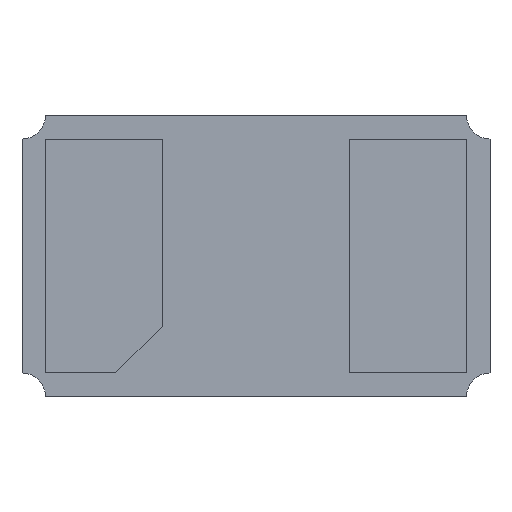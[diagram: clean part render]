
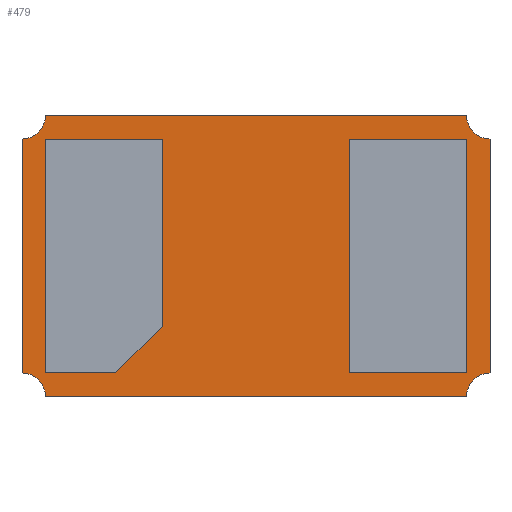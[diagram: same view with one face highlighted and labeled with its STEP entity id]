
A CAD part, front view. The second image highlights one B-rep face of the part: STEP entity #479.
In plain terms, the highlighted planar face has unit normal (0, -1, 0).
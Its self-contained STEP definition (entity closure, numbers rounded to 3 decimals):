
#5 = EDGE_CURVE ( 'NONE', #146, #441, #370, .T. ) ;
#6 = FACE_BOUND ( 'NONE', #388, .T. ) ;
#17 = LINE ( 'NONE', #483, #692 ) ;
#21 = DIRECTION ( 'NONE',  ( 0., 1., 0. ) ) ;
#46 = CARTESIAN_POINT ( 'NONE',  ( 0.4, 0., 0.5 ) ) ;
#52 = LINE ( 'NONE', #46, #67 ) ;
#54 = VERTEX_POINT ( 'NONE', #245 ) ;
#67 = VECTOR ( 'NONE', #570, 1000. ) ;
#74 = EDGE_LOOP ( 'NONE', ( #801, #336, #128, #775 ) ) ;
#93 = EDGE_CURVE ( 'NONE', #290, #878, #630, .T. ) ;
#96 = LINE ( 'NONE', #846, #730 ) ;
#100 = ORIENTED_EDGE ( 'NONE', *, *, #355, .F. ) ;
#107 = DIRECTION ( 'NONE',  ( 0.707, 0., 0.707 ) ) ;
#125 = VECTOR ( 'NONE', #491, 1000. ) ;
#128 = ORIENTED_EDGE ( 'NONE', *, *, #683, .F. ) ;
#142 = DIRECTION ( 'NONE',  ( -1., 0., 0. ) ) ;
#146 = VERTEX_POINT ( 'NONE', #495 ) ;
#152 = VECTOR ( 'NONE', #231, 1000. ) ;
#163 = ORIENTED_EDGE ( 'NONE', *, *, #1054, .F. ) ;
#168 = EDGE_CURVE ( 'NONE', #1198, #1165, #357, .T. ) ;
#196 = DIRECTION ( 'NONE',  ( 0., 0., -1. ) ) ;
#208 = CARTESIAN_POINT ( 'NONE',  ( -0.4, 0., 0.5 ) ) ;
#215 = VERTEX_POINT ( 'NONE', #821 ) ;
#219 = EDGE_CURVE ( 'NONE', #1196, #54, #817, .T. ) ;
#231 = DIRECTION ( 'NONE',  ( -1., 0., 0. ) ) ;
#232 = CARTESIAN_POINT ( 'NONE',  ( 1., 0., 0.6 ) ) ;
#235 = LINE ( 'NONE', #808, #125 ) ;
#241 = CARTESIAN_POINT ( 'NONE',  ( -1., 0., -0.5 ) ) ;
#245 = CARTESIAN_POINT ( 'NONE',  ( -0.6, 0., -0.5 ) ) ;
#249 = LINE ( 'NONE', #724, #1314 ) ;
#259 = PLANE ( 'NONE',  #625 ) ;
#290 = VERTEX_POINT ( 'NONE', #320 ) ;
#298 = EDGE_CURVE ( 'NONE', #1165, #1257, #1194, .T. ) ;
#304 = CARTESIAN_POINT ( 'NONE',  ( 0.4, 0., -0.5 ) ) ;
#306 = EDGE_CURVE ( 'NONE', #441, #457, #1281, .T. ) ;
#320 = CARTESIAN_POINT ( 'NONE',  ( 0.9, 0., -0.5 ) ) ;
#334 = ORIENTED_EDGE ( 'NONE', *, *, #425, .F. ) ;
#336 = ORIENTED_EDGE ( 'NONE', *, *, #468, .F. ) ;
#342 = CARTESIAN_POINT ( 'NONE',  ( 0.9, 0., -0.5 ) ) ;
#349 = ORIENTED_EDGE ( 'NONE', *, *, #298, .F. ) ;
#351 = CARTESIAN_POINT ( 'NONE',  ( -0.9, 0., -0.6 ) ) ;
#355 = EDGE_CURVE ( 'NONE', #457, #424, #1025, .T. ) ;
#357 = CIRCLE ( 'NONE', #937, 0.1 ) ;
#370 = CIRCLE ( 'NONE', #546, 0.1 ) ;
#388 = EDGE_LOOP ( 'NONE', ( #1247, #529, #654, #163, #880 ) ) ;
#390 = ORIENTED_EDGE ( 'NONE', *, *, #168, .F. ) ;
#393 = DIRECTION ( 'NONE',  ( 0., 0., 1. ) ) ;
#398 = CARTESIAN_POINT ( 'NONE',  ( -0.9, 0., -0.5 ) ) ;
#403 = CARTESIAN_POINT ( 'NONE',  ( -1., 0., 0.6 ) ) ;
#417 = CARTESIAN_POINT ( 'NONE',  ( 1., 0., -0.6 ) ) ;
#419 = DIRECTION ( 'NONE',  ( 0., 0., -1. ) ) ;
#420 = CARTESIAN_POINT ( 'NONE',  ( -0.4, 0., 0.5 ) ) ;
#424 = VERTEX_POINT ( 'NONE', #241 ) ;
#425 = EDGE_CURVE ( 'NONE', #1212, #146, #96, .T. ) ;
#441 = VERTEX_POINT ( 'NONE', #572 ) ;
#445 = CARTESIAN_POINT ( 'NONE',  ( 0.4, 0., -0.5 ) ) ;
#450 = CIRCLE ( 'NONE', #677, 0.1 ) ;
#451 = CARTESIAN_POINT ( 'NONE',  ( 0., 0., 0. ) ) ;
#457 = VERTEX_POINT ( 'NONE', #351 ) ;
#464 = CARTESIAN_POINT ( 'NONE',  ( 0.9, 0., 0.5 ) ) ;
#468 = EDGE_CURVE ( 'NONE', #215, #755, #875, .T. ) ;
#479 = ADVANCED_FACE ( 'NONE', ( #6, #929, #1058 ), #259, .F. ) ;
#483 = CARTESIAN_POINT ( 'NONE',  ( -0.4, 0., -0.3 ) ) ;
#486 = VECTOR ( 'NONE', #837, 1000. ) ;
#491 = DIRECTION ( 'NONE',  ( 0., 0., 1. ) ) ;
#495 = CARTESIAN_POINT ( 'NONE',  ( 1., 0., -0.5 ) ) ;
#507 = DIRECTION ( 'NONE',  ( 1., 0., 0. ) ) ;
#524 = VECTOR ( 'NONE', #1187, 1000. ) ;
#527 = DIRECTION ( 'NONE',  ( 0., 0., -1. ) ) ;
#528 = CARTESIAN_POINT ( 'NONE',  ( -0.4, 0., -0.3 ) ) ;
#529 = ORIENTED_EDGE ( 'NONE', *, *, #709, .F. ) ;
#538 = CARTESIAN_POINT ( 'NONE',  ( 1., 0., -0.6 ) ) ;
#546 = AXIS2_PLACEMENT_3D ( 'NONE', #417, #1157, #642 ) ;
#547 = DIRECTION ( 'NONE',  ( 1., 0., 0. ) ) ;
#568 = DIRECTION ( 'NONE',  ( 0., 0., 1. ) ) ;
#570 = DIRECTION ( 'NONE',  ( -1., 0., 0. ) ) ;
#572 = CARTESIAN_POINT ( 'NONE',  ( 0.9, 0., -0.6 ) ) ;
#592 = LINE ( 'NONE', #1148, #486 ) ;
#606 = CARTESIAN_POINT ( 'NONE',  ( -0.4, 0., -0.3 ) ) ;
#610 = LINE ( 'NONE', #528, #743 ) ;
#625 = AXIS2_PLACEMENT_3D ( 'NONE', #451, #1188, #568 ) ;
#626 = CARTESIAN_POINT ( 'NONE',  ( -0.9, 0., 0.6 ) ) ;
#629 = LINE ( 'NONE', #420, #152 ) ;
#630 = LINE ( 'NONE', #342, #524 ) ;
#639 = CARTESIAN_POINT ( 'NONE',  ( 1., 0., 0.6 ) ) ;
#642 = DIRECTION ( 'NONE',  ( 0., 0., -1. ) ) ;
#645 = CARTESIAN_POINT ( 'NONE',  ( 0.9, 0., 0.6 ) ) ;
#649 = VECTOR ( 'NONE', #142, 1000. ) ;
#651 = EDGE_CURVE ( 'NONE', #424, #1198, #235, .T. ) ;
#654 = ORIENTED_EDGE ( 'NONE', *, *, #1217, .F. ) ;
#672 = VERTEX_POINT ( 'NONE', #606 ) ;
#675 = DIRECTION ( 'NONE',  ( 0., 0., -1. ) ) ;
#677 = AXIS2_PLACEMENT_3D ( 'NONE', #639, #21, #746 ) ;
#683 = EDGE_CURVE ( 'NONE', #878, #215, #52, .T. ) ;
#692 = VECTOR ( 'NONE', #393, 1000. ) ;
#709 = EDGE_CURVE ( 'NONE', #1284, #1196, #249, .T. ) ;
#720 = ORIENTED_EDGE ( 'NONE', *, *, #651, .F. ) ;
#721 = VERTEX_POINT ( 'NONE', #208 ) ;
#724 = CARTESIAN_POINT ( 'NONE',  ( -0.9, 0., -0.5 ) ) ;
#730 = VECTOR ( 'NONE', #1055, 1000. ) ;
#734 = CARTESIAN_POINT ( 'NONE',  ( -1., 0., 0.5 ) ) ;
#740 = AXIS2_PLACEMENT_3D ( 'NONE', #764, #958, #419 ) ;
#743 = VECTOR ( 'NONE', #107, 1000. ) ;
#746 = DIRECTION ( 'NONE',  ( 0., 0., 1. ) ) ;
#747 = VECTOR ( 'NONE', #675, 1000. ) ;
#755 = VERTEX_POINT ( 'NONE', #304 ) ;
#764 = CARTESIAN_POINT ( 'NONE',  ( -1., 0., -0.6 ) ) ;
#775 = ORIENTED_EDGE ( 'NONE', *, *, #93, .F. ) ;
#788 = EDGE_CURVE ( 'NONE', #755, #290, #592, .T. ) ;
#801 = ORIENTED_EDGE ( 'NONE', *, *, #788, .F. ) ;
#808 = CARTESIAN_POINT ( 'NONE',  ( -1., 0., 0.6 ) ) ;
#817 = LINE ( 'NONE', #1239, #1301 ) ;
#821 = CARTESIAN_POINT ( 'NONE',  ( 0.4, 0., 0.5 ) ) ;
#832 = EDGE_LOOP ( 'NONE', ( #720, #100, #975, #1018, #334, #1078, #349, #390 ) ) ;
#837 = DIRECTION ( 'NONE',  ( 1., 0., 0. ) ) ;
#846 = CARTESIAN_POINT ( 'NONE',  ( 1., 0., 0.6 ) ) ;
#875 = LINE ( 'NONE', #445, #747 ) ;
#878 = VERTEX_POINT ( 'NONE', #464 ) ;
#880 = ORIENTED_EDGE ( 'NONE', *, *, #1158, .F. ) ;
#929 = FACE_BOUND ( 'NONE', #74, .T. ) ;
#937 = AXIS2_PLACEMENT_3D ( 'NONE', #403, #1150, #527 ) ;
#958 = DIRECTION ( 'NONE',  ( 0., -1., 0. ) ) ;
#975 = ORIENTED_EDGE ( 'NONE', *, *, #306, .F. ) ;
#1018 = ORIENTED_EDGE ( 'NONE', *, *, #5, .F. ) ;
#1025 = CIRCLE ( 'NONE', #740, 0.1 ) ;
#1054 = EDGE_CURVE ( 'NONE', #672, #721, #17, .T. ) ;
#1055 = DIRECTION ( 'NONE',  ( 0., 0., -1. ) ) ;
#1058 = FACE_OUTER_BOUND ( 'NONE', #832, .T. ) ;
#1078 = ORIENTED_EDGE ( 'NONE', *, *, #1166, .T. ) ;
#1126 = VECTOR ( 'NONE', #547, 1000. ) ;
#1148 = CARTESIAN_POINT ( 'NONE',  ( 0.4, 0., -0.5 ) ) ;
#1150 = DIRECTION ( 'NONE',  ( 0., -1., 0. ) ) ;
#1156 = CARTESIAN_POINT ( 'NONE',  ( 1., 0., 0.5 ) ) ;
#1157 = DIRECTION ( 'NONE',  ( 0., -1., 0. ) ) ;
#1158 = EDGE_CURVE ( 'NONE', #54, #672, #610, .T. ) ;
#1165 = VERTEX_POINT ( 'NONE', #626 ) ;
#1166 = EDGE_CURVE ( 'NONE', #1212, #1257, #450, .T. ) ;
#1187 = DIRECTION ( 'NONE',  ( 0., 0., 1. ) ) ;
#1188 = DIRECTION ( 'NONE',  ( 0., 1., 0. ) ) ;
#1194 = LINE ( 'NONE', #232, #1126 ) ;
#1196 = VERTEX_POINT ( 'NONE', #398 ) ;
#1198 = VERTEX_POINT ( 'NONE', #734 ) ;
#1212 = VERTEX_POINT ( 'NONE', #1156 ) ;
#1217 = EDGE_CURVE ( 'NONE', #721, #1284, #629, .T. ) ;
#1225 = CARTESIAN_POINT ( 'NONE',  ( -0.9, 0., 0.5 ) ) ;
#1239 = CARTESIAN_POINT ( 'NONE',  ( -0.6, 0., -0.5 ) ) ;
#1247 = ORIENTED_EDGE ( 'NONE', *, *, #219, .F. ) ;
#1257 = VERTEX_POINT ( 'NONE', #645 ) ;
#1281 = LINE ( 'NONE', #538, #649 ) ;
#1284 = VERTEX_POINT ( 'NONE', #1225 ) ;
#1301 = VECTOR ( 'NONE', #507, 1000. ) ;
#1314 = VECTOR ( 'NONE', #196, 1000. ) ;
